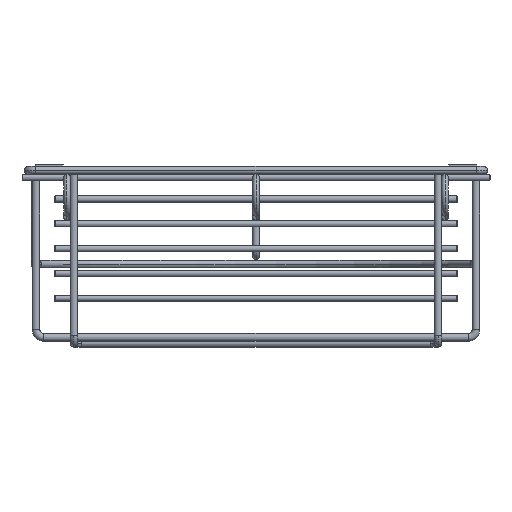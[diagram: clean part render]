
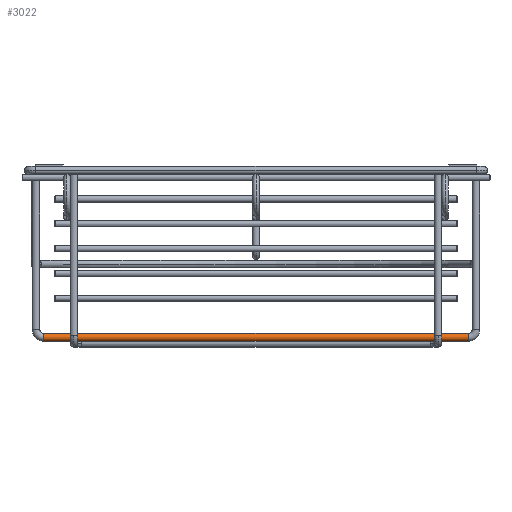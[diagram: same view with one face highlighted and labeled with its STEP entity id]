
A CAD part, front view. The second image highlights one B-rep face of the part: STEP entity #3022.
In plain terms, the highlighted cylindrical face has radius 2.5 mm (diameter 5 mm), a partial arc.
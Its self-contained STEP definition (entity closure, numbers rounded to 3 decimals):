
#150 = ORIENTED_EDGE ( 'NONE', *, *, #9439, .F. ) ;
#240 = VERTEX_POINT ( 'NONE', #6414 ) ;
#894 = ORIENTED_EDGE ( 'NONE', *, *, #2737, .F. ) ;
#939 = DIRECTION ( 'NONE',  ( 0., 0., 1. ) ) ;
#1040 = FACE_OUTER_BOUND ( 'NONE', #9773, .T. ) ;
#1314 = DIRECTION ( 'NONE',  ( 1., 0., 0. ) ) ;
#1375 = DIRECTION ( 'NONE',  ( -1., 0., 0. ) ) ;
#2020 = VERTEX_POINT ( 'NONE', #3532 ) ;
#2046 = DIRECTION ( 'NONE',  ( 0., 0., -1. ) ) ;
#2188 = DIRECTION ( 'NONE',  ( 1., 0., 0. ) ) ;
#2516 = AXIS2_PLACEMENT_3D ( 'NONE', #9820, #1314, #2046 ) ;
#2726 = EDGE_CURVE ( 'NONE', #240, #4770, #3044, .T. ) ;
#2737 = EDGE_CURVE ( 'NONE', #240, #2020, #9986, .T. ) ;
#3022 = ADVANCED_FACE ( 'NONE', ( #1040 ), #6526, .T. ) ;
#3044 = LINE ( 'NONE', #9917, #8848 ) ;
#3179 = VECTOR ( 'NONE', #1375, 1000. ) ;
#3532 = CARTESIAN_POINT ( 'NONE',  ( 137., 2.2, -110.2 ) ) ;
#4510 = DIRECTION ( 'NONE',  ( 0., 0., -1. ) ) ;
#4594 = CIRCLE ( 'NONE', #2516, 2.5 ) ;
#4770 = VERTEX_POINT ( 'NONE', #9715 ) ;
#4943 = CARTESIAN_POINT ( 'NONE',  ( 137., 2.2, -107.7 ) ) ;
#5290 = ORIENTED_EDGE ( 'NONE', *, *, #5362, .T. ) ;
#5362 = EDGE_CURVE ( 'NONE', #4770, #5905, #4594, .T. ) ;
#5568 = AXIS2_PLACEMENT_3D ( 'NONE', #4943, #9684, #939 ) ;
#5700 = CARTESIAN_POINT ( 'NONE',  ( -137., 2.2, -110.2 ) ) ;
#5905 = VERTEX_POINT ( 'NONE', #5700 ) ;
#6036 = LINE ( 'NONE', #8381, #3179 ) ;
#6414 = CARTESIAN_POINT ( 'NONE',  ( 137., 2.2, -105.2 ) ) ;
#6526 = CYLINDRICAL_SURFACE ( 'NONE', #5568, 2.5 ) ;
#6736 = AXIS2_PLACEMENT_3D ( 'NONE', #6853, #2188, #4510 ) ;
#6853 = CARTESIAN_POINT ( 'NONE',  ( 137., 2.2, -107.7 ) ) ;
#7882 = ORIENTED_EDGE ( 'NONE', *, *, #2726, .T. ) ;
#8381 = CARTESIAN_POINT ( 'NONE',  ( 137., 2.2, -110.2 ) ) ;
#8848 = VECTOR ( 'NONE', #9189, 1000. ) ;
#9189 = DIRECTION ( 'NONE',  ( -1., 0., 0. ) ) ;
#9439 = EDGE_CURVE ( 'NONE', #2020, #5905, #6036, .T. ) ;
#9684 = DIRECTION ( 'NONE',  ( -1., 0., 0. ) ) ;
#9715 = CARTESIAN_POINT ( 'NONE',  ( -137., 2.2, -105.2 ) ) ;
#9773 = EDGE_LOOP ( 'NONE', ( #150, #894, #7882, #5290 ) ) ;
#9820 = CARTESIAN_POINT ( 'NONE',  ( -137., 2.2, -107.7 ) ) ;
#9917 = CARTESIAN_POINT ( 'NONE',  ( 137., 2.2, -105.2 ) ) ;
#9986 = CIRCLE ( 'NONE', #6736, 2.5 ) ;
